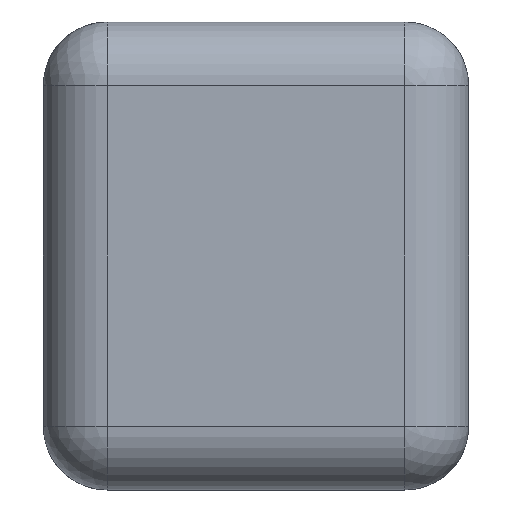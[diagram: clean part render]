
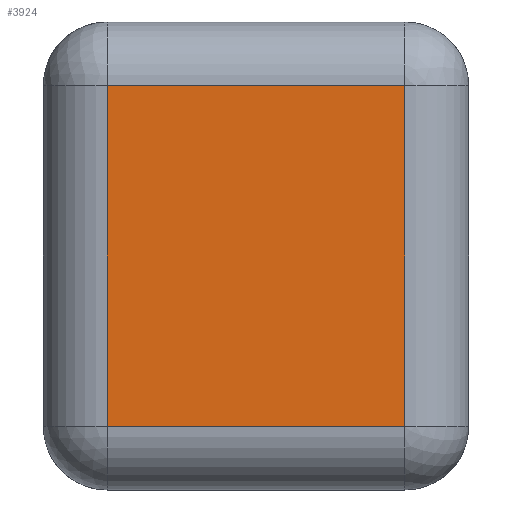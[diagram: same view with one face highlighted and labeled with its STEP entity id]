
A CAD part, left-side view. The second image highlights one B-rep face of the part: STEP entity #3924.
In plain terms, the highlighted planar face has unit normal (-1, 0, 0).
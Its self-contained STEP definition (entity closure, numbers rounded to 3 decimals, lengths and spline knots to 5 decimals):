
#69=PLANE('',#4168);
#177=FACE_OUTER_BOUND('',#402,.T.);
#402=EDGE_LOOP('',(#2655,#2656,#2657,#2658));
#854=LINE('',#5957,#1229);
#855=LINE('',#5963,#1230);
#856=LINE('',#5969,#1231);
#857=LINE('',#5973,#1232);
#1229=VECTOR('',#4638,0.35);
#1230=VECTOR('',#4647,0.4);
#1231=VECTOR('',#4656,0.35);
#1232=VECTOR('',#4663,0.4);
#1614=VERTEX_POINT('',#5954);
#1615=VERTEX_POINT('',#5956);
#1616=VERTEX_POINT('',#5960);
#1617=VERTEX_POINT('',#5966);
#2009=EDGE_CURVE('',#1614,#1615,#854,.T.);
#2013=EDGE_CURVE('',#1615,#1616,#855,.T.);
#2016=EDGE_CURVE('',#1616,#1617,#856,.T.);
#2018=EDGE_CURVE('',#1617,#1614,#857,.T.);
#2655=ORIENTED_EDGE('',*,*,#2009,.F.);
#2656=ORIENTED_EDGE('',*,*,#2018,.F.);
#2657=ORIENTED_EDGE('',*,*,#2016,.F.);
#2658=ORIENTED_EDGE('',*,*,#2013,.F.);
#3924=ADVANCED_FACE('',(#177),#69,.T.);
#4168=AXIS2_PLACEMENT_3D('',#5977,#4670,#4671);
#4638=DIRECTION('',(0.,-1.,0.));
#4647=DIRECTION('',(0.,0.,-1.));
#4656=DIRECTION('',(0.,1.,0.));
#4663=DIRECTION('',(0.,0.,1.));
#4670=DIRECTION('center_axis',(-1.,0.,0.));
#4671=DIRECTION('ref_axis',(0.,-1.,0.));
#5954=CARTESIAN_POINT('',(-0.5,0.175,0.475));
#5956=CARTESIAN_POINT('',(-0.5,-0.175,0.475));
#5957=CARTESIAN_POINT('',(-0.5,0.125,0.475));
#5960=CARTESIAN_POINT('',(-0.5,-0.175,0.075));
#5963=CARTESIAN_POINT('',(-0.5,-0.175,0.));
#5966=CARTESIAN_POINT('',(-0.5,0.175,0.075));
#5969=CARTESIAN_POINT('',(-0.5,0.125,0.075));
#5973=CARTESIAN_POINT('',(-0.5,0.175,0.));
#5977=CARTESIAN_POINT('Origin',(-0.5,0.25,0.));
